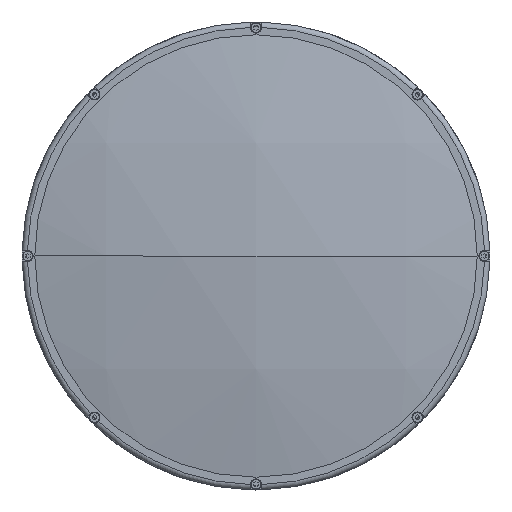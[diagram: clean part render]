
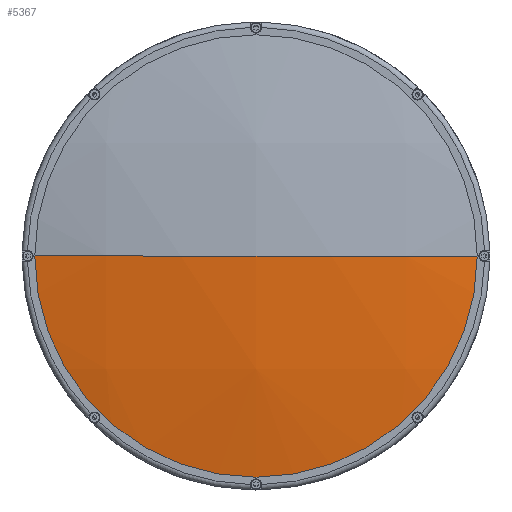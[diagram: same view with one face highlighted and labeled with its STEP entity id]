
A CAD part, left-side view. The second image highlights one B-rep face of the part: STEP entity #5367.
In plain terms, the highlighted spherical face has radius 606 mm.
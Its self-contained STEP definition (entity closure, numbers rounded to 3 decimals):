
#1029 = CIRCLE ( 'NONE', #4709, 606. ) ;
#1065 = EDGE_CURVE ( 'NONE', #6950, #4678, #2303, .T. ) ;
#1095 = DIRECTION ( 'NONE',  ( 0., 0., 1. ) ) ;
#1135 = DIRECTION ( 'NONE',  ( 0., 1., 0. ) ) ;
#1708 = DIRECTION ( 'NONE',  ( 0., 0., -1. ) ) ;
#1917 = DIRECTION ( 'NONE',  ( 0., 0., 1. ) ) ;
#1939 = CARTESIAN_POINT ( 'NONE',  ( -547.362, 0., 0. ) ) ;
#2279 = AXIS2_PLACEMENT_3D ( 'NONE', #4031, #1708, #1135 ) ;
#2303 = CIRCLE ( 'NONE', #5504, 124.9 ) ;
#2335 = CARTESIAN_POINT ( 'NONE',  ( 45.627, 0., 0. ) ) ;
#2353 = EDGE_CURVE ( 'NONE', #4678, #3238, #1029, .T. ) ;
#3238 = VERTEX_POINT ( 'NONE', #4001 ) ;
#3422 = DIRECTION ( 'NONE',  ( 0., -1., 0. ) ) ;
#3683 = EDGE_LOOP ( 'NONE', ( #5775, #6754, #4988 ) ) ;
#4001 = CARTESIAN_POINT ( 'NONE',  ( -560.373, 0., 0. ) ) ;
#4031 = CARTESIAN_POINT ( 'NONE',  ( 45.627, 0., 0. ) ) ;
#4089 = DIRECTION ( 'NONE',  ( 0., 0., -1. ) ) ;
#4133 = SPHERICAL_SURFACE ( 'NONE', #2279, 606. ) ;
#4204 = DIRECTION ( 'NONE',  ( -1., 0., 0. ) ) ;
#4591 = AXIS2_PLACEMENT_3D ( 'NONE', #5875, #1095, #3422 ) ;
#4678 = VERTEX_POINT ( 'NONE', #7412 ) ;
#4709 = AXIS2_PLACEMENT_3D ( 'NONE', #2335, #4089, #5857 ) ;
#4829 = CARTESIAN_POINT ( 'NONE',  ( -547.362, 124.9, 0. ) ) ;
#4988 = ORIENTED_EDGE ( 'NONE', *, *, #7104, .F. ) ;
#5367 = ADVANCED_FACE ( 'NONE', ( #7038 ), #4133, .T. ) ;
#5504 = AXIS2_PLACEMENT_3D ( 'NONE', #1939, #4204, #1917 ) ;
#5775 = ORIENTED_EDGE ( 'NONE', *, *, #1065, .T. ) ;
#5857 = DIRECTION ( 'NONE',  ( 0., 1., 0. ) ) ;
#5875 = CARTESIAN_POINT ( 'NONE',  ( 45.627, 0., 0. ) ) ;
#6754 = ORIENTED_EDGE ( 'NONE', *, *, #2353, .T. ) ;
#6950 = VERTEX_POINT ( 'NONE', #4829 ) ;
#7038 = FACE_OUTER_BOUND ( 'NONE', #3683, .T. ) ;
#7104 = EDGE_CURVE ( 'NONE', #6950, #3238, #7313, .T. ) ;
#7313 = CIRCLE ( 'NONE', #4591, 606. ) ;
#7412 = CARTESIAN_POINT ( 'NONE',  ( -547.362, -124.9, 0. ) ) ;
